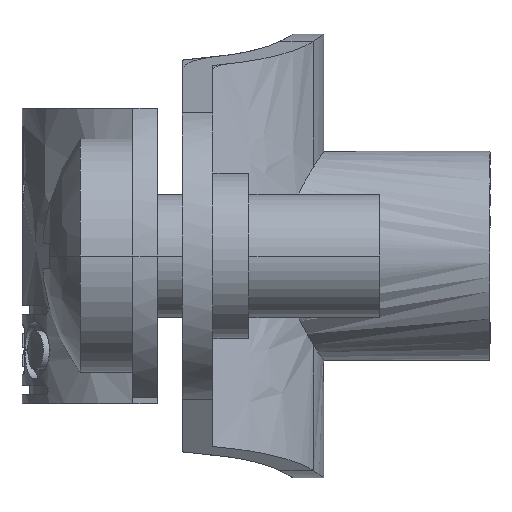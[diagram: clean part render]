
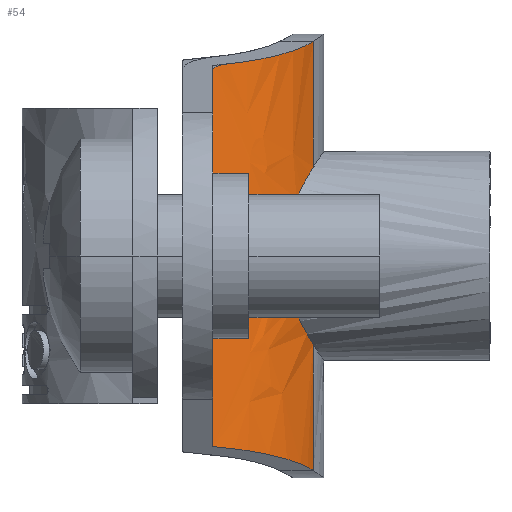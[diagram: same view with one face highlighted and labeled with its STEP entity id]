
A CAD part, left-side view. The second image highlights one B-rep face of the part: STEP entity #54.
In plain terms, the highlighted free-form (B-spline) face has degree [1, 3] with [2, 10] control points.
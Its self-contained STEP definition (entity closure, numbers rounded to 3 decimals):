
#54=ADVANCED_FACE('',(#254),#3059,.T.);
#254=FACE_OUTER_BOUND('',#454,.T.);
#454=EDGE_LOOP('',(#707,#708,#709,#710,#711,#712,#713));
#707=ORIENTED_EDGE('',*,*,#1711,.T.);
#708=ORIENTED_EDGE('',*,*,#1721,.F.);
#709=ORIENTED_EDGE('',*,*,#1761,.T.);
#710=ORIENTED_EDGE('',*,*,#1720,.F.);
#711=ORIENTED_EDGE('',*,*,#1723,.T.);
#712=ORIENTED_EDGE('',*,*,#1722,.T.);
#713=ORIENTED_EDGE('',*,*,#1736,.T.);
#1711=EDGE_CURVE('',#2742,#2724,#2409,.T.);
#1720=EDGE_CURVE('',#2749,#2751,#2415,.T.);
#1721=EDGE_CURVE('',#2750,#2724,#2218,.T.);
#1722=EDGE_CURVE('',#2729,#2731,#2219,.T.);
#1723=EDGE_CURVE('',#2749,#2729,#2220,.T.);
#1736=EDGE_CURVE('',#2731,#2742,#2422,.T.);
#1761=EDGE_CURVE('',#2750,#2751,#2440,.T.);
#2218=(
BOUNDED_CURVE()
B_SPLINE_CURVE(1,(#5129,#5130),.UNSPECIFIED.,.F.,.F.)
B_SPLINE_CURVE_WITH_KNOTS((2,2),(12.32,14.902),
 .UNSPECIFIED.)
CURVE()
GEOMETRIC_REPRESENTATION_ITEM()
RATIONAL_B_SPLINE_CURVE((1.,1.))
REPRESENTATION_ITEM('')
);
#2219=(
BOUNDED_CURVE()
B_SPLINE_CURVE(3,(#5131,#5132,#5133,#5134),.UNSPECIFIED.,.F.,.F.)
B_SPLINE_CURVE_WITH_KNOTS((4,4),(-0.789,-0.732),
 .UNSPECIFIED.)
CURVE()
GEOMETRIC_REPRESENTATION_ITEM()
RATIONAL_B_SPLINE_CURVE((1.,1.,1.,1.))
REPRESENTATION_ITEM('')
);
#2220=(
BOUNDED_CURVE()
B_SPLINE_CURVE(3,(#5135,#5136,#5137,#5138),.UNSPECIFIED.,.F.,.F.)
B_SPLINE_CURVE_WITH_KNOTS((4,4),(-1.203,-0.789),
 .UNSPECIFIED.)
CURVE()
GEOMETRIC_REPRESENTATION_ITEM()
RATIONAL_B_SPLINE_CURVE((1.,0.946,0.946,1.))
REPRESENTATION_ITEM('')
);
#2409=B_SPLINE_CURVE_WITH_KNOTS('',3,(#5068,#5069,#5070,#5071,#5072,#5073,
#5074,#5075,#5076,#5077,#5078),.UNSPECIFIED.,.F.,.F.,(4,3,2,2,4),(17.28,
17.954,19.251,20.547,23.145),
 .UNSPECIFIED.);
#2415=B_SPLINE_CURVE_WITH_KNOTS('',1,(#5127,#5128),.UNSPECIFIED.,.F.,.F.,
(2,2),(0.,5.109),.UNSPECIFIED.);
#2422=B_SPLINE_CURVE_WITH_KNOTS('',1,(#5220,#5221),.UNSPECIFIED.,.F.,.F.,
(2,2),(-15.921,-2.233),.UNSPECIFIED.);
#2440=B_SPLINE_CURVE_WITH_KNOTS('',3,(#5412,#5413,#5414,#5415,#5416,#5417,
#5418,#5419,#5420,#5421,#5422,#5423,#5424,#5425,#5426,#5427,#5428,#5429,
#5430,#5431,#5432,#5433,#5434,#5435,#5436,#5437,#5438,#5439,#5440,#5441,
#5442,#5443,#5444,#5445),.UNSPECIFIED.,.F.,.F.,(4,2,2,2,2,2,2,2,2,2,2,2,
2,2,2,2,4),(0.,1.168,1.758,2.336,3.463,
3.601,3.737,4.003,4.517,5.03,
5.297,5.433,5.571,6.698,7.276,
7.865,9.033),.UNSPECIFIED.);
#2724=VERTEX_POINT('',#4700);
#2729=VERTEX_POINT('',#4705);
#2731=VERTEX_POINT('',#4707);
#2742=VERTEX_POINT('',#4718);
#2749=VERTEX_POINT('',#4725);
#2750=VERTEX_POINT('',#4726);
#2751=VERTEX_POINT('',#4727);
#3059=(
BOUNDED_SURFACE()
B_SPLINE_SURFACE(1,3,((#4118,#4119,#4120,#4121,#4122,#4123,#4124,#4125,
#4126,#4127),(#4128,#4129,#4130,#4131,#4132,#4133,#4134,#4135,#4136,#4137)),
 .UNSPECIFIED.,.F.,.F.,.F.)
B_SPLINE_SURFACE_WITH_KNOTS((2,2),(4,3,3,4),(0.,22.428),(-5.,
0.,4.655,9.468),.UNSPECIFIED.)
GEOMETRIC_REPRESENTATION_ITEM()
RATIONAL_B_SPLINE_SURFACE(((1.327,1.271,1.214,
1.158,1.105,1.053,1.,0.946,
0.946,1.),(1.327,1.271,1.214,
1.158,1.105,1.053,1.,0.946,
0.946,1.)))
REPRESENTATION_ITEM('')
SURFACE()
);
#4118=CARTESIAN_POINT('',(-8.618,-1.455,1.07));
#4119=CARTESIAN_POINT('',(-8.233,-2.395,1.169));
#4120=CARTESIAN_POINT('',(-7.812,-3.421,1.278));
#4121=CARTESIAN_POINT('',(-7.35,-4.548,1.397));
#4122=CARTESIAN_POINT('',(-6.877,-5.701,1.519));
#4123=CARTESIAN_POINT('',(-6.357,-6.969,1.654));
#4124=CARTESIAN_POINT('',(-5.783,-8.371,1.802));
#4125=CARTESIAN_POINT('',(-5.122,-9.984,1.973));
#4126=CARTESIAN_POINT('',(-3.876,-11.203,2.294));
#4127=CARTESIAN_POINT('',(-2.25,-11.831,2.714));
#4128=CARTESIAN_POINT('',(-8.618,-1.455,-21.358));
#4129=CARTESIAN_POINT('',(-8.233,-2.395,-21.259));
#4130=CARTESIAN_POINT('',(-7.812,-3.421,-21.15));
#4131=CARTESIAN_POINT('',(-7.35,-4.548,-21.031));
#4132=CARTESIAN_POINT('',(-6.877,-5.701,-20.909));
#4133=CARTESIAN_POINT('',(-6.357,-6.969,-20.775));
#4134=CARTESIAN_POINT('',(-5.783,-8.371,-20.626));
#4135=CARTESIAN_POINT('',(-5.122,-9.984,-20.456));
#4136=CARTESIAN_POINT('',(-3.876,-11.203,-20.134));
#4137=CARTESIAN_POINT('',(-2.25,-11.831,-19.714));
#4700=CARTESIAN_POINT('',(-2.25,-11.831,-14.714));
#4705=CARTESIAN_POINT('',(-5.783,-8.371,1.802));
#4707=CARTESIAN_POINT('',(-6.037,-7.75,1.736));
#4718=CARTESIAN_POINT('',(-6.037,-7.75,-13.736));
#4725=CARTESIAN_POINT('',(-2.25,-11.831,2.714));
#4726=CARTESIAN_POINT('',(-2.25,-11.831,-9.606));
#4727=CARTESIAN_POINT('',(-2.25,-11.831,-2.394));
#5068=CARTESIAN_POINT('',(-6.037,-7.75,-13.736));
#5069=CARTESIAN_POINT('',(-5.953,-7.957,-13.758));
#5070=CARTESIAN_POINT('',(-5.868,-8.164,-13.78));
#5071=CARTESIAN_POINT('',(-5.783,-8.371,-13.802));
#5072=CARTESIAN_POINT('',(-5.62,-8.768,-13.844));
#5073=CARTESIAN_POINT('',(-5.417,-9.146,-13.896));
#5074=CARTESIAN_POINT('',(-4.939,-9.854,-14.02));
#5075=CARTESIAN_POINT('',(-4.665,-10.181,-14.091));
#5076=CARTESIAN_POINT('',(-3.753,-11.07,-14.326));
#5077=CARTESIAN_POINT('',(-3.033,-11.529,-14.512));
#5078=CARTESIAN_POINT('',(-2.25,-11.831,-14.714));
#5127=CARTESIAN_POINT('',(-2.25,-11.831,2.714));
#5128=CARTESIAN_POINT('',(-2.25,-11.831,-2.394));
#5129=CARTESIAN_POINT('',(-2.25,-11.831,-9.606));
#5130=CARTESIAN_POINT('',(-2.25,-11.831,-14.714));
#5131=CARTESIAN_POINT('',(-5.783,-8.371,1.802));
#5132=CARTESIAN_POINT('',(-5.869,-8.161,1.78));
#5133=CARTESIAN_POINT('',(-5.954,-7.954,1.758));
#5134=CARTESIAN_POINT('',(-6.037,-7.75,1.736));
#5135=CARTESIAN_POINT('',(-2.25,-11.831,2.714));
#5136=CARTESIAN_POINT('',(-3.876,-11.203,2.294));
#5137=CARTESIAN_POINT('',(-5.122,-9.984,1.973));
#5138=CARTESIAN_POINT('',(-5.783,-8.371,1.802));
#5220=CARTESIAN_POINT('',(-6.037,-7.75,1.736));
#5221=CARTESIAN_POINT('',(-6.037,-7.75,-13.736));
#5412=CARTESIAN_POINT('',(-2.25,-11.831,-9.606));
#5413=CARTESIAN_POINT('',(-2.564,-11.71,-9.41));
#5414=CARTESIAN_POINT('',(-2.847,-11.571,-9.177));
#5415=CARTESIAN_POINT('',(-3.22,-11.359,-8.78));
#5416=CARTESIAN_POINT('',(-3.335,-11.287,-8.64));
#5417=CARTESIAN_POINT('',(-3.548,-11.147,-8.346));
#5418=CARTESIAN_POINT('',(-3.644,-11.079,-8.195));
#5419=CARTESIAN_POINT('',(-3.9,-10.889,-7.726));
#5420=CARTESIAN_POINT('',(-4.033,-10.776,-7.39));
#5421=CARTESIAN_POINT('',(-4.133,-10.688,-6.99));
#5422=CARTESIAN_POINT('',(-4.144,-10.679,-6.946));
#5423=CARTESIAN_POINT('',(-4.163,-10.662,-6.858));
#5424=CARTESIAN_POINT('',(-4.172,-10.654,-6.814));
#5425=CARTESIAN_POINT('',(-4.196,-10.632,-6.684));
#5426=CARTESIAN_POINT('',(-4.209,-10.62,-6.597));
#5427=CARTESIAN_POINT('',(-4.24,-10.592,-6.34));
#5428=CARTESIAN_POINT('',(-4.25,-10.583,-6.171));
#5429=CARTESIAN_POINT('',(-4.25,-10.583,-5.828));
#5430=CARTESIAN_POINT('',(-4.24,-10.592,-5.66));
#5431=CARTESIAN_POINT('',(-4.209,-10.621,-5.403));
#5432=CARTESIAN_POINT('',(-4.196,-10.633,-5.316));
#5433=CARTESIAN_POINT('',(-4.171,-10.654,-5.186));
#5434=CARTESIAN_POINT('',(-4.163,-10.662,-5.142));
#5435=CARTESIAN_POINT('',(-4.144,-10.679,-5.054));
#5436=CARTESIAN_POINT('',(-4.133,-10.688,-5.01));
#5437=CARTESIAN_POINT('',(-4.033,-10.776,-4.609));
#5438=CARTESIAN_POINT('',(-3.899,-10.889,-4.273));
#5439=CARTESIAN_POINT('',(-3.643,-11.079,-3.804));
#5440=CARTESIAN_POINT('',(-3.548,-11.147,-3.653));
#5441=CARTESIAN_POINT('',(-3.335,-11.287,-3.36));
#5442=CARTESIAN_POINT('',(-3.22,-11.359,-3.22));
#5443=CARTESIAN_POINT('',(-2.847,-11.571,-2.823));
#5444=CARTESIAN_POINT('',(-2.564,-11.71,-2.59));
#5445=CARTESIAN_POINT('',(-2.25,-11.831,-2.394));
